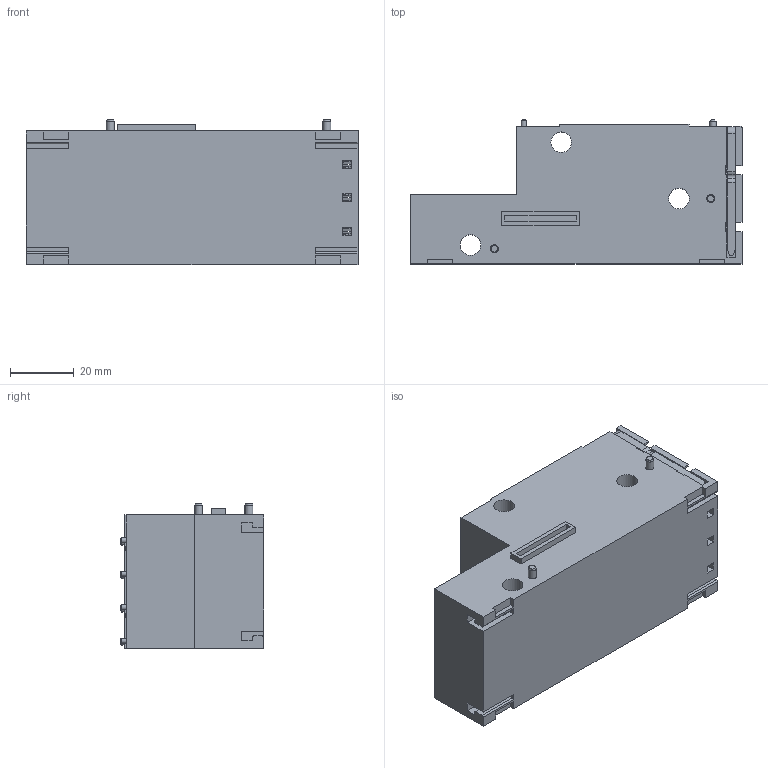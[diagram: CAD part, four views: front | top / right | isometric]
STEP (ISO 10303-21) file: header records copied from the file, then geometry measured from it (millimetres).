
FILE_DESCRIPTION(/* description */ ('STEP AP214'),/* implementation_level */ '2;1');
FILE_NAME(/* name */ '8188461_VABX-A-P-BV-AH-RVAAAA',/* time_stamp */ '2024-09-16T04:21:34+02:00',/* author */ ('License CC BY-ND 4.0'),/* organization */ ('CADENAS'),/* preprocessor_version */ 'ST-DEVELOPER v19.3',/* originating_system */ 'PARTsolutions',/* authorisation */ ' ');
FILE_SCHEMA (('AUTOMOTIVE_DESIGN {1 0 10303 214 3 1 1}'));
Length unit declared in the file: millimetre
Products named in the file (3): 8188461 VABX-A-P-BV-AH-RVAAAA---(400); 8188461 VABX-A-P-BV-AH-RVAAAA---(400sb); 8177990 VABX-XA-10---(400_clip)
Assembly tree (5 placements, depth 2):
  8188461 VABX-A-P-BV-AH-RVAAAA---(400)
    8188461 VABX-A-P-BV-AH-RVAAAA---(400sb)
    8177990 VABX-XA-10---(400_clip)  x4
Bounding box: 104.3 x 45.2 x 45.65 mm (x, y, z)
Volume: 145401.8 mm3; surface area: 31936.7 mm2
Topology: 5 solids, 5 shells, 936 faces, 2455 edges, 1613 vertices
Faces by surface type: plane 578, cylinder 307, cone 51
Full cylindrical faces by diameter (mm): 1.2 x2, 1.567 x8, 1.6 x4, 2 x8, 2.3 x16, 2.5 x2, 2.62 x1, 3.2 x6, 6.5 x3, 9.2 x8, 9.6 x8, 9.8 x4
Entity records: 30527 total; most frequent: DIRECTION 4313, CARTESIAN_POINT 4291, ORIENTED_EDGE 4076, EDGE_CURVE 2038, LINE 1443, VECTOR 1443, AXIS2_PLACEMENT_3D 1435, VERTEX_POINT 1413
